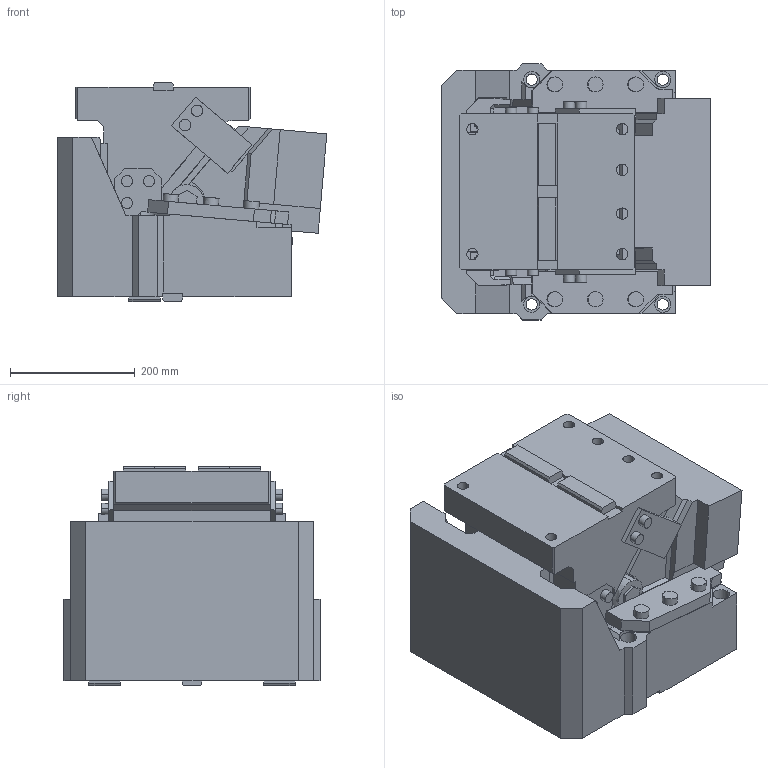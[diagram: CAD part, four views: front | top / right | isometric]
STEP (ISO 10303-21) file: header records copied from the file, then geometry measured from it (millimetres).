
FILE_DESCRIPTION(('CATIA V5 STEP Exchange'),'2;1');
FILE_NAME('CDCP_300_05_60.stp','2016-10-05T10:43:49+00:00',('none'),('none'),'CATIA Version 5 Release 20 GA (IN-10)','CATIA V5 STEP AP203','none');
FILE_SCHEMA(('CONFIG_CONTROL_DESIGN'));
Length unit declared in the file: millimetre
Products named in the file (1): CDCP-300-05-60
Bounding box: 431.84 x 410 x 352 mm (x, y, z)
Volume: 35192262.5 mm3; surface area: 1563342.7 mm2
Topology: 3 solids, 3 shells, 638 faces, 1729 edges, 1129 vertices
Faces by surface type: plane 513, cylinder 121, bspline 4
Entity records: 20322 total; most frequent: CARTESIAN_POINT 4625, ORIENTED_EDGE 3458, DIRECTION 2797, EDGE_CURVE 1729, VECTOR 1436, LINE 1436, VERTEX_POINT 1129, AXIS2_PLACEMENT_3D 775
